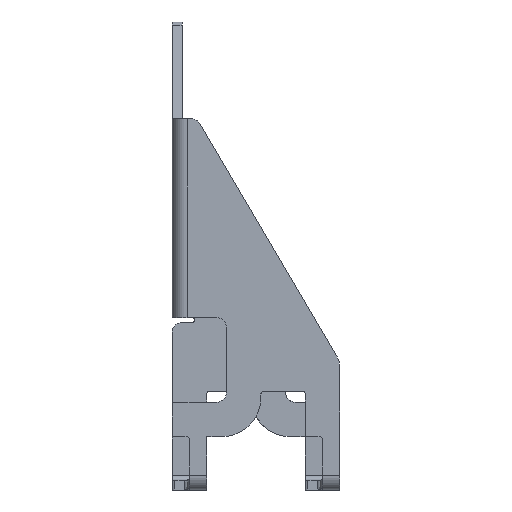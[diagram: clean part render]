
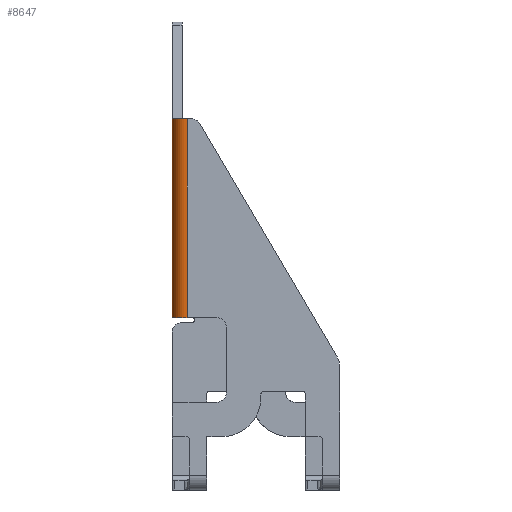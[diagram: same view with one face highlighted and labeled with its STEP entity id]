
A CAD part, front view. The second image highlights one B-rep face of the part: STEP entity #8647.
In plain terms, the highlighted cylindrical face has radius 3 mm (diameter 6 mm), a partial arc.
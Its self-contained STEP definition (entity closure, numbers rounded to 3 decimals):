
#7788=AXIS2_PLACEMENT_3D('Circle Axis2P3D',#7786,#7787,$) ;
#7822=AXIS2_PLACEMENT_3D('Circle Axis2P3D',#7820,#7821,$) ;
#8634=AXIS2_PLACEMENT_3D('Cylinder Axis2P3D',#8631,#8632,#8633) ;
#7251=CARTESIAN_POINT('Vertex',(0.,3.,35.)) ;
#7507=CARTESIAN_POINT('Vertex',(0.,3.,75.37)) ;
#7783=CARTESIAN_POINT('Vertex',(3.,0.,35.)) ;
#7786=CARTESIAN_POINT('Axis2P3D Location',(3.,3.,35.)) ;
#7803=CARTESIAN_POINT('Line Origine',(0.,3.,55.185)) ;
#7820=CARTESIAN_POINT('Axis2P3D Location',(3.,3.,75.37)) ;
#7824=CARTESIAN_POINT('Vertex',(3.,0.,75.37)) ;
#8631=CARTESIAN_POINT('Axis2P3D Location',(3.,3.,37.685)) ;
#8636=CARTESIAN_POINT('Line Origine',(3.,0.,37.685)) ;
#7787=DIRECTION('Axis2P3D Direction',(-0.,0.,1.)) ;
#7804=DIRECTION('Vector Direction',(0.,0.,1.)) ;
#7821=DIRECTION('Axis2P3D Direction',(-0.,0.,1.)) ;
#8632=DIRECTION('Axis2P3D Direction',(0.,0.,1.)) ;
#8633=DIRECTION('Axis2P3D XDirection',(-1.,0.,0.)) ;
#8637=DIRECTION('Vector Direction',(0.,0.,1.)) ;
#7805=VECTOR('Line Direction',#7804,1.) ;
#8638=VECTOR('Line Direction',#8637,1.) ;
#8642=ORIENTED_EDGE('',*,*,#7807,.T.) ;
#8643=ORIENTED_EDGE('',*,*,#7790,.T.) ;
#8644=ORIENTED_EDGE('',*,*,#8640,.F.) ;
#8645=ORIENTED_EDGE('',*,*,#7826,.F.) ;
#8647=ADVANCED_FACE('Hauptkoerper',(#8646),#8635,.T.) ;
#7789=CIRCLE('generated circle',#7788,3.) ;
#7823=CIRCLE('generated circle',#7822,3.) ;
#8635=CYLINDRICAL_SURFACE('generated cylinder',#8634,3.) ;
#7790=EDGE_CURVE('',#7252,#7784,#7789,.T.) ;
#7807=EDGE_CURVE('',#7508,#7252,#7806,.F.) ;
#7826=EDGE_CURVE('',#7508,#7825,#7823,.T.) ;
#8640=EDGE_CURVE('',#7825,#7784,#8639,.F.) ;
#8641=EDGE_LOOP('',(#8642,#8643,#8644,#8645)) ;
#8646=FACE_OUTER_BOUND('',#8641,.T.) ;
#7806=LINE('Line',#7803,#7805) ;
#8639=LINE('Line',#8636,#8638) ;
#7252=VERTEX_POINT('',#7251) ;
#7508=VERTEX_POINT('',#7507) ;
#7784=VERTEX_POINT('',#7783) ;
#7825=VERTEX_POINT('',#7824) ;
